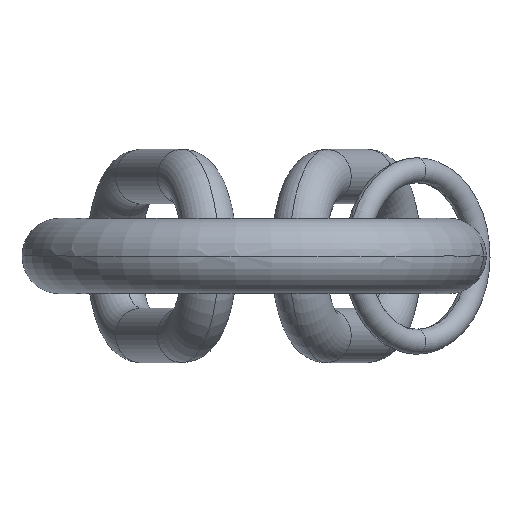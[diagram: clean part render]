
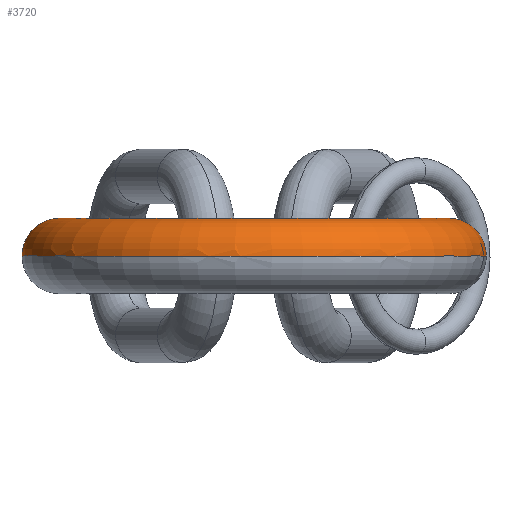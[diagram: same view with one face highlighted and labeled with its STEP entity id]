
A CAD part, left-side view. The second image highlights one B-rep face of the part: STEP entity #3720.
In plain terms, the highlighted toroidal (fillet/blend) face has major radius 46.5 mm and minor radius 9 mm.
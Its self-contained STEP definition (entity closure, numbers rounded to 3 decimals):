
#5=CARTESIAN_POINT('',(-60.,-46.5,0.));
#6=DIRECTION('',(-1.,0.,0.));
#7=DIRECTION('',(0.,-1.,0.));
#8=AXIS2_PLACEMENT_3D('',#5,#6,#7);
#828=CARTESIAN_POINT('',(-60.,37.5,0.));
#829=CARTESIAN_POINT('',(-62.067,37.5,0.));
#830=CARTESIAN_POINT('',(-66.2,37.157,
0.));
#831=CARTESIAN_POINT('',(-72.232,35.63,
0.));
#832=CARTESIAN_POINT('',(-77.93,33.131,
0.));
#833=CARTESIAN_POINT('',(-83.138,29.728,
0.));
#834=CARTESIAN_POINT('',(-87.716,25.514,
0.));
#835=CARTESIAN_POINT('',(-91.537,20.604,
0.));
#836=CARTESIAN_POINT('',(-94.498,15.132,
0.));
#837=CARTESIAN_POINT('',(-96.519,9.248,
0.));
#838=CARTESIAN_POINT('',(-97.543,3.111,
0.));
#839=CARTESIAN_POINT('',(-97.543,-3.111,
0.));
#840=CARTESIAN_POINT('',(-96.519,-9.248,
0.));
#841=CARTESIAN_POINT('',(-94.498,-15.132,
0.));
#842=CARTESIAN_POINT('',(-91.537,-20.604,
0.));
#843=CARTESIAN_POINT('',(-87.716,-25.514,
0.));
#844=CARTESIAN_POINT('',(-83.138,-29.728,
0.));
#845=CARTESIAN_POINT('',(-77.93,-33.131,
0.));
#846=CARTESIAN_POINT('',(-72.232,-35.63,
0.));
#847=CARTESIAN_POINT('',(-66.2,-37.157,
0.));
#848=CARTESIAN_POINT('',(-62.067,-37.5,0.));
#849=CARTESIAN_POINT('',(-60.,-37.5,0.));
#851=CARTESIAN_POINT('',(-60.,-55.5,0.));
#852=CARTESIAN_POINT('',(-62.768,-55.5,0.));
#853=CARTESIAN_POINT('',(-68.303,-55.085,
0.));
#854=CARTESIAN_POINT('',(-76.42,-53.232,
0.));
#855=CARTESIAN_POINT('',(-84.171,-50.191,
0.));
#856=CARTESIAN_POINT('',(-91.381,-46.028,
0.));
#857=CARTESIAN_POINT('',(-97.891,-40.836,0.));
#858=CARTESIAN_POINT('',(-103.554,-34.733,0.));
#859=CARTESIAN_POINT('',(-108.244,-27.854,0.));
#860=CARTESIAN_POINT('',(-111.857,-20.352,0.));
#861=CARTESIAN_POINT('',(-114.311,-12.396,0.));
#862=CARTESIAN_POINT('',(-115.552,-4.163,0.));
#863=CARTESIAN_POINT('',(-115.552,4.163,0.));
#864=CARTESIAN_POINT('',(-114.311,12.396,0.));
#865=CARTESIAN_POINT('',(-111.857,20.352,0.));
#866=CARTESIAN_POINT('',(-108.244,27.854,0.));
#867=CARTESIAN_POINT('',(-103.554,34.733,0.));
#868=CARTESIAN_POINT('',(-97.891,40.836,0.));
#869=CARTESIAN_POINT('',(-91.381,46.028,
0.));
#870=CARTESIAN_POINT('',(-84.171,50.191,
0.));
#871=CARTESIAN_POINT('',(-76.42,53.232,
0.));
#872=CARTESIAN_POINT('',(-68.303,55.085,
0.));
#873=CARTESIAN_POINT('',(-62.768,55.5,0.));
#874=CARTESIAN_POINT('',(-60.,55.5,0.));
#885=CARTESIAN_POINT('',(-60.,46.5,0.));
#886=DIRECTION('',(-1.,0.,0.));
#887=DIRECTION('',(0.,-1.,0.));
#888=AXIS2_PLACEMENT_3D('',#885,#886,#887);
#2680=CARTESIAN_POINT('',(-60.,37.5,0.));
#2682=VERTEX_POINT('',#2680);
#2683=CARTESIAN_POINT('',(-60.,55.5,0.));
#2685=VERTEX_POINT('',#2683);
#2863=VERTEX_POINT('',#849);
#2864=VERTEX_POINT('',#851);
#3706=CARTESIAN_POINT('',(-60.,0.,0.));
#3707=DIRECTION('',(0.,0.,1.));
#3708=DIRECTION('',(0.,-1.,0.));
#3709=AXIS2_PLACEMENT_3D('',#3706,#3707,#3708);
#3710=TOROIDAL_SURFACE('',#3709,46.5,9.);
#3712=ORIENTED_EDGE('',*,*,#3711,.F.);
#3714=ORIENTED_EDGE('',*,*,#3713,.T.);
#3715=ORIENTED_EDGE('',*,*,#3344,.F.);
#3717=ORIENTED_EDGE('',*,*,#3716,.T.);
#3718=EDGE_LOOP('',(#3712,#3714,#3715,#3717));
#3719=FACE_OUTER_BOUND('',#3718,.F.);
#3720=ADVANCED_FACE('',(#3719),#3710,.T.);
#9=CIRCLE('',#8,9.);
#850=B_SPLINE_CURVE_WITH_KNOTS('',3,(#828,#829,#830,#831,#832,#833,#834,#835,
#836,#837,#838,#839,#840,#841,#842,#843,#844,#845,#846,#847,#848,#849),
.UNSPECIFIED.,.F.,.F.,(4,1,1,1,1,1,1,1,1,1,1,1,1,1,1,1,1,1,1,4),(0.,
0.053,0.105,0.158,0.211,
0.263,0.316,0.368,0.421,
0.474,0.526,0.579,0.632,
0.684,0.737,0.789,0.842,
0.895,0.947,1.),.UNSPECIFIED.);
#875=B_SPLINE_CURVE_WITH_KNOTS('',3,(#851,#852,#853,#854,#855,#856,#857,#858,
#859,#860,#861,#862,#863,#864,#865,#866,#867,#868,#869,#870,#871,#872,#873,
#874),.UNSPECIFIED.,.F.,.F.,(4,1,1,1,1,1,1,1,1,1,1,1,1,1,1,1,1,1,1,1,1,4),(0.,
0.048,0.095,0.143,0.19,
0.238,0.286,0.333,0.381,
0.429,0.476,0.524,0.571,
0.619,0.667,0.714,0.762,
0.81,0.857,0.905,0.952,1.),
.UNSPECIFIED.);
#889=CIRCLE('',#888,9.);
#3344=EDGE_CURVE('',#2864,#2863,#9,.T.);
#3711=EDGE_CURVE('',#2682,#2685,#889,.T.);
#3713=EDGE_CURVE('',#2682,#2863,#850,.T.);
#3716=EDGE_CURVE('',#2864,#2685,#875,.T.);
